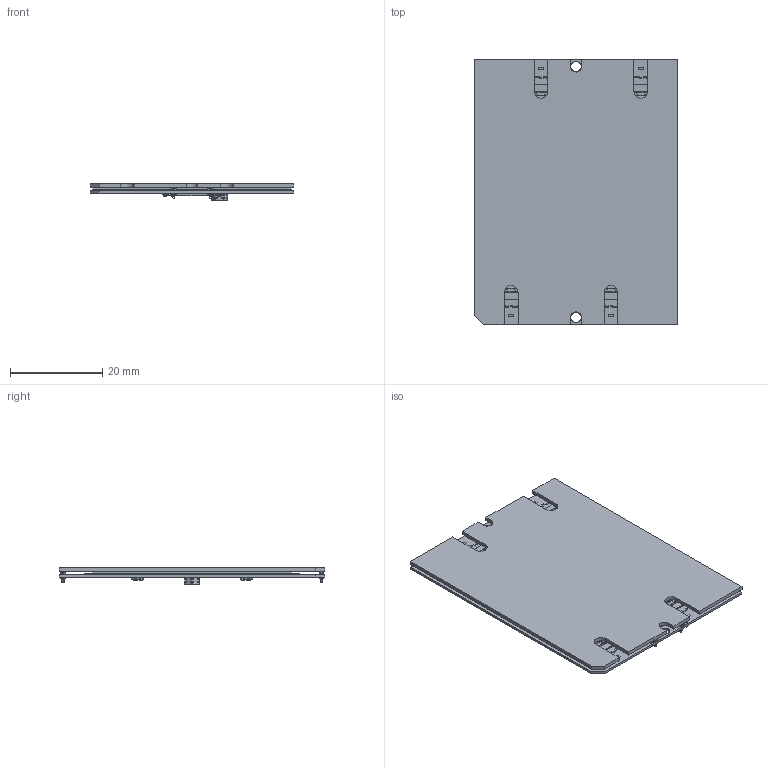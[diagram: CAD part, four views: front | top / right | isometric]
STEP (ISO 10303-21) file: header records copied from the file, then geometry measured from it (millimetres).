
FILE_DESCRIPTION(/* description */ (''),/* implementation_level */ '2;1');
FILE_NAME(/* name */ 'Throughput Mockup Assembly.stp',/* time_stamp */ '2022-07-27T13:55:58-05:00',/* author */ ('Caleb'),/* organization */ (''),/* preprocessor_version */ 'ST-DEVELOPER v19',/* originating_system */ 'Autodesk Inventor 2023',/* authorisation */ '');
FILE_SCHEMA (('AUTOMOTIVE_DESIGN { 1 0 10303 214 3 1 1 }'));
Products named in the file (21): Throughput Mockup Assembly; etl_module_pcb_mockup_v3p3; Board_Geoms_3ce5; Pcb_3ce5; PCB_Sketch_3ce5; topPads_3ce5; botPads_3ce5; Step_Models_3ce5; Top_3ce5; Bot_3ce5; REF_PRODUCT_NAME_1_62E086DE; REF_C-2306334-3_inf; J2_Board to board, M_613027AA; BBM Assembly; etl_lgad_mockup_v1p1; etl_etroc_mockup_v1p1; K3D-WP7B-S050VA1-V3_JAE_Proprietary v1_14; Board to board, M; Coverplate Film; Sensor Placement Film; etl standard baseplate with cutouts
Assembly tree (32 placements, depth 5):
  Throughput Mockup Assembly
    etl_module_pcb_mockup_v3p3
      Board_Geoms_3ce5
        Pcb_3ce5
        PCB_Sketch_3ce5
        topPads_3ce5
        botPads_3ce5
      Step_Models_3ce5
        Top_3ce5
          REF_C-2306334-3_inf  x4
        Bot_3ce5
          REF_PRODUCT_NAME_1_62E086DE
          REF_C-2306334-3_inf  x4
          J2_Board to board, M_613027AA  x2
    BBM Assembly  x4
      etl_lgad_mockup_v1p1
      etl_etroc_mockup_v1p1
    K3D-WP7B-S050VA1-V3_JAE_Proprietary v1_14  x2
      Board to board, M
    Coverplate Film
    Sensor Placement Film
    etl standard baseplate with cutouts
Bounding box: 44.1 x 57.5 x 3.6 mm (x, y, z)
Volume: 4600.8 mm3; surface area: 27944.1 mm2
Topology: 25 solids, 438 shells, 4728 faces, 15341 edges, 10897 vertices
Faces by surface type: plane 3522, cylinder 1029, cone 113, bspline 56, sphere 8
Full cylindrical faces by diameter (mm): 1.181 x1, 2.2 x2, 2.29 x1, 2.413 x1
Entity records: 81766 total; most frequent: CARTESIAN_POINT 15859, DIRECTION 12734, ORIENTED_EDGE 12460, EDGE_CURVE 7173, LINE 5968, VECTOR 5968, VERTEX_POINT 5239, AXIS2_PLACEMENT_3D 3383
